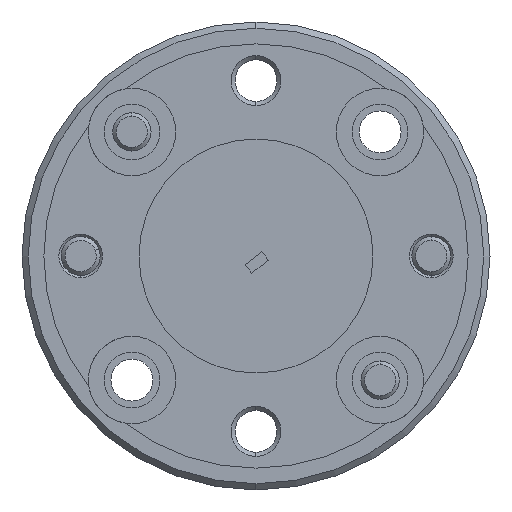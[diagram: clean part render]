
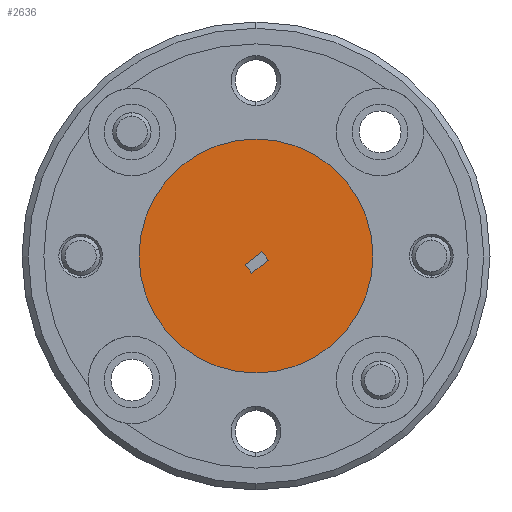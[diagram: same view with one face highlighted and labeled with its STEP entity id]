
A CAD part, left-side view. The second image highlights one B-rep face of the part: STEP entity #2636.
In plain terms, the highlighted planar face has unit normal (-1, 0, 0).
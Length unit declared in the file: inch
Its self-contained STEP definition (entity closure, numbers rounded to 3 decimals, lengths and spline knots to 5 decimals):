
#21 = CARTESIAN_POINT ( 'NONE',  ( -2.31998, 0.84317, 0.25562 ) ) ;
#52 = CARTESIAN_POINT ( 'NONE',  ( -2.31998, 0.84317, 0.06812 ) ) ;
#70 = CARTESIAN_POINT ( 'NONE',  ( -2.31998, 0.85014, 0.22819 ) ) ;
#78 = VECTOR ( 'NONE', #4379, 39.37008 ) ;
#104 = VECTOR ( 'NONE', #4719, 39.37008 ) ;
#222 = FACE_BOUND ( 'NONE', #2747, .T. ) ;
#344 = ORIENTED_EDGE ( 'NONE', *, *, #4347, .F. ) ;
#832 = DIRECTION ( 'NONE',  ( 0., -0.61, -0.793 ) ) ;
#998 = LINE ( 'NONE', #3712, #104 ) ;
#1134 = VERTEX_POINT ( 'NONE', #1367 ) ;
#1220 = CARTESIAN_POINT ( 'NONE',  ( -2.31998, 0.84317, 0.44312 ) ) ;
#1279 = DIRECTION ( 'NONE',  ( 1., 0., 0. ) ) ;
#1367 = CARTESIAN_POINT ( 'NONE',  ( -2.31998, 0.83355, 0.2624 ) ) ;
#1395 = VERTEX_POINT ( 'NONE', #4478 ) ;
#1514 = DIRECTION ( 'NONE',  ( -1., 0., 0. ) ) ;
#1535 = LINE ( 'NONE', #4168, #2587 ) ;
#1631 = CARTESIAN_POINT ( 'NONE',  ( -2.31998, 1.21817, 0.25562 ) ) ;
#1726 = CIRCLE ( 'NONE', #4427, 0.1875 ) ;
#2056 = VERTEX_POINT ( 'NONE', #1220 ) ;
#2102 = DIRECTION ( 'NONE',  ( 0., 1., 0. ) ) ;
#2333 = DIRECTION ( 'NONE',  ( 0., -0.793, 0.61 ) ) ;
#2339 = EDGE_CURVE ( 'NONE', #1134, #1395, #4042, .T. ) ;
#2587 = VECTOR ( 'NONE', #832, 39.37008 ) ;
#2636 = ADVANCED_FACE ( 'NONE', ( #222, #4314 ), #3925, .F. ) ;
#2747 = EDGE_LOOP ( 'NONE', ( #344, #3550, #3405, #3642 ) ) ;
#2913 = VERTEX_POINT ( 'NONE', #2991 ) ;
#2991 = CARTESIAN_POINT ( 'NONE',  ( -2.31998, 0.82319, 0.24892 ) ) ;
#3117 = VECTOR ( 'NONE', #2333, 39.37008 ) ;
#3231 = EDGE_CURVE ( 'NONE', #3687, #2056, #4191, .T. ) ;
#3340 = AXIS2_PLACEMENT_3D ( 'NONE', #1631, #1279, #2102 ) ;
#3356 = LINE ( 'NONE', #3376, #3117 ) ;
#3376 = CARTESIAN_POINT ( 'NONE',  ( -2.31998, 0.82319, 0.24892 ) ) ;
#3405 = ORIENTED_EDGE ( 'NONE', *, *, #4447, .F. ) ;
#3463 = EDGE_CURVE ( 'NONE', #2056, #3687, #1726, .T. ) ;
#3543 = DIRECTION ( 'NONE',  ( 0., 0., 1. ) ) ;
#3550 = ORIENTED_EDGE ( 'NONE', *, *, #4616, .F. ) ;
#3576 = ORIENTED_EDGE ( 'NONE', *, *, #3463, .T. ) ;
#3642 = ORIENTED_EDGE ( 'NONE', *, *, #2339, .F. ) ;
#3687 = VERTEX_POINT ( 'NONE', #52 ) ;
#3712 = CARTESIAN_POINT ( 'NONE',  ( -2.31998, 0.83355, 0.2624 ) ) ;
#3748 = VERTEX_POINT ( 'NONE', #70 ) ;
#3925 = PLANE ( 'NONE',  #3340 ) ;
#3989 = DIRECTION ( 'NONE',  ( 0., 0., 1. ) ) ;
#4042 = LINE ( 'NONE', #4747, #78 ) ;
#4117 = AXIS2_PLACEMENT_3D ( 'NONE', #21, #1514, #3989 ) ;
#4136 = ORIENTED_EDGE ( 'NONE', *, *, #3231, .T. ) ;
#4168 = CARTESIAN_POINT ( 'NONE',  ( -2.31998, 0.85014, 0.22819 ) ) ;
#4191 = CIRCLE ( 'NONE', #4117, 0.1875 ) ;
#4275 = CARTESIAN_POINT ( 'NONE',  ( -2.31998, 0.84317, 0.25562 ) ) ;
#4293 = EDGE_LOOP ( 'NONE', ( #3576, #4136 ) ) ;
#4300 = DIRECTION ( 'NONE',  ( -1., 0., 0. ) ) ;
#4314 = FACE_OUTER_BOUND ( 'NONE', #4293, .T. ) ;
#4347 = EDGE_CURVE ( 'NONE', #2913, #1134, #998, .T. ) ;
#4379 = DIRECTION ( 'NONE',  ( 0., 0.793, -0.61 ) ) ;
#4427 = AXIS2_PLACEMENT_3D ( 'NONE', #4275, #4300, #3543 ) ;
#4447 = EDGE_CURVE ( 'NONE', #1395, #3748, #1535, .T. ) ;
#4478 = CARTESIAN_POINT ( 'NONE',  ( -2.31998, 0.8605, 0.24167 ) ) ;
#4616 = EDGE_CURVE ( 'NONE', #3748, #2913, #3356, .T. ) ;
#4719 = DIRECTION ( 'NONE',  ( 0., 0.61, 0.793 ) ) ;
#4747 = CARTESIAN_POINT ( 'NONE',  ( -2.31998, 0.8605, 0.24167 ) ) ;
